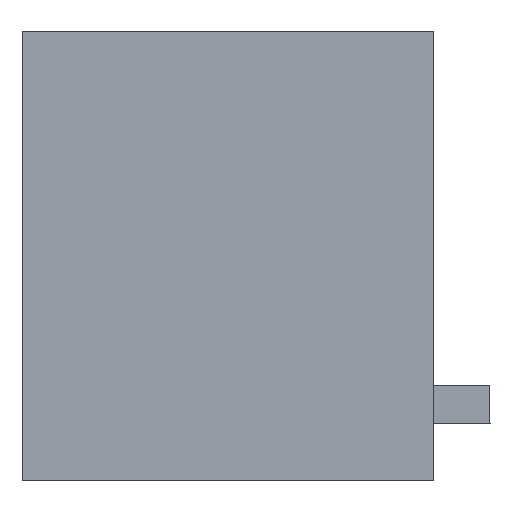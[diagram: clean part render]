
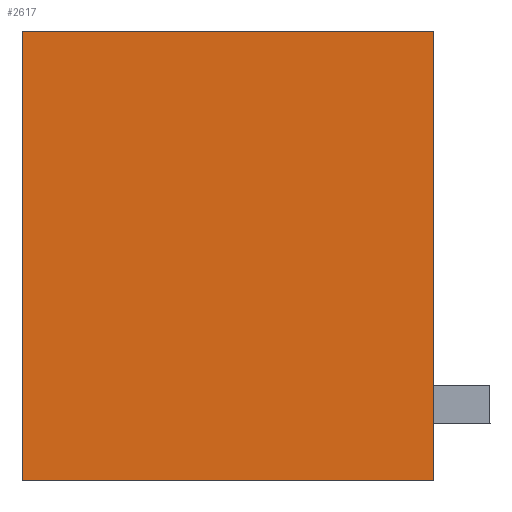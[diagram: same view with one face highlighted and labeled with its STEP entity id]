
A CAD part, left-side view. The second image highlights one B-rep face of the part: STEP entity #2617.
In plain terms, the highlighted planar face has unit normal (-1, 0, 0).
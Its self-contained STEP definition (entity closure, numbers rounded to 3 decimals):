
#2604=AXIS2_PLACEMENT_3D('Plane Axis2P3D',#2601,#2602,#2603) ;
#244=CARTESIAN_POINT('Vertex',(0.,1.5,0.)) ;
#247=CARTESIAN_POINT('Line Origine',(0.,7.,0.)) ;
#251=CARTESIAN_POINT('Vertex',(0.,12.5,0.)) ;
#1655=CARTESIAN_POINT('Line Origine',(0.,7.,12.)) ;
#1659=CARTESIAN_POINT('Vertex',(0.,1.5,12.)) ;
#1661=CARTESIAN_POINT('Vertex',(0.,12.5,12.)) ;
#2589=CARTESIAN_POINT('Line Origine',(0.,1.5,6.)) ;
#2601=CARTESIAN_POINT('Axis2P3D Location',(0.,0.,0.)) ;
#2606=CARTESIAN_POINT('Line Origine',(0.,12.5,6.)) ;
#248=DIRECTION('Vector Direction',(0.,-1.,0.)) ;
#1656=DIRECTION('Vector Direction',(0.,1.,0.)) ;
#2590=DIRECTION('Vector Direction',(0.,0.,-1.)) ;
#2602=DIRECTION('Axis2P3D Direction',(-1.,0.,0.)) ;
#2603=DIRECTION('Axis2P3D XDirection',(0.,0.,1.)) ;
#2607=DIRECTION('Vector Direction',(0.,0.,1.)) ;
#249=VECTOR('Line Direction',#248,1.) ;
#1657=VECTOR('Line Direction',#1656,1.) ;
#2591=VECTOR('Line Direction',#2590,1.) ;
#2608=VECTOR('Line Direction',#2607,1.) ;
#2612=ORIENTED_EDGE('',*,*,#253,.T.) ;
#2613=ORIENTED_EDGE('',*,*,#2593,.T.) ;
#2614=ORIENTED_EDGE('',*,*,#1663,.T.) ;
#2615=ORIENTED_EDGE('',*,*,#2610,.T.) ;
#2617=ADVANCED_FACE('HOUSING',(#2616),#2605,.T.) ;
#253=EDGE_CURVE('',#252,#245,#250,.T.) ;
#1663=EDGE_CURVE('',#1660,#1662,#1658,.T.) ;
#2593=EDGE_CURVE('',#245,#1660,#2592,.F.) ;
#2610=EDGE_CURVE('',#1662,#252,#2609,.F.) ;
#2611=EDGE_LOOP('',(#2612,#2613,#2614,#2615)) ;
#2616=FACE_OUTER_BOUND('',#2611,.T.) ;
#250=LINE('Line',#247,#249) ;
#1658=LINE('Line',#1655,#1657) ;
#2592=LINE('Line',#2589,#2591) ;
#2609=LINE('Line',#2606,#2608) ;
#2605=PLANE('',#2604) ;
#245=VERTEX_POINT('',#244) ;
#252=VERTEX_POINT('',#251) ;
#1660=VERTEX_POINT('',#1659) ;
#1662=VERTEX_POINT('',#1661) ;
